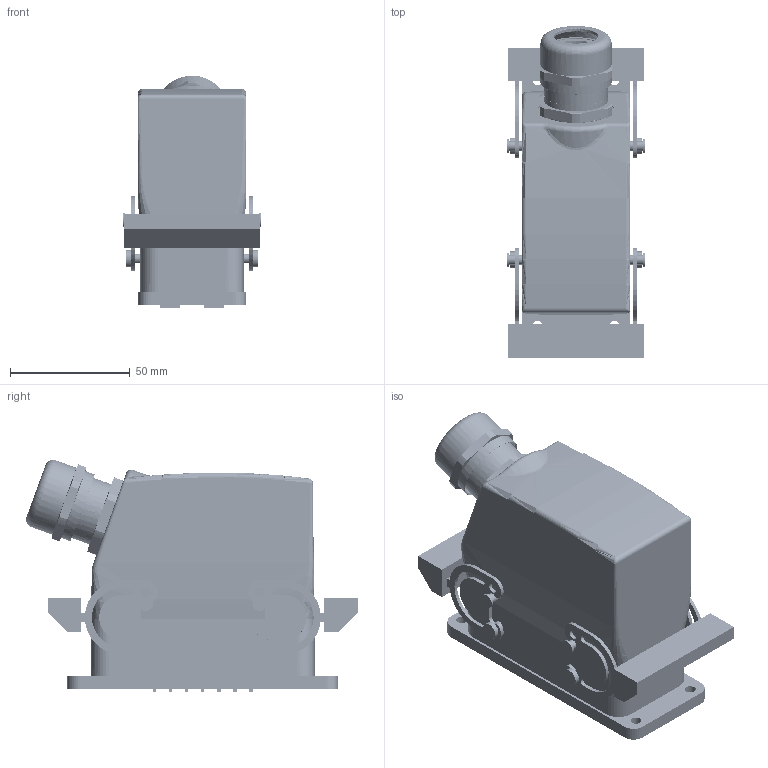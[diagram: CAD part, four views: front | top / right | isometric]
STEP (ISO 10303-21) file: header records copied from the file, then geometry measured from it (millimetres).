
FILE_DESCRIPTION(('CATIA V5 STEP Exchange','CAx-IF Rec.Pracs.--- Model Styling and Organization---1.4--- 2014-01-23'),'2;1');
FILE_NAME ('003841-1_3', '2021-12-08T14:10:19+00:00', ('none'), ('Weidmueller'), 'CATIA Version 5-6 Release 2016 SP3 HF44', 'CATIA V5 STEP AP214', 'none');
FILE_SCHEMA(('AUTOMOTIVE_DESIGN { 1 0 10303 214 1 1 1 1 }'));
Length unit declared in the file: millimetre
Products named in the file (1): 1027640000
Bounding box: 58 x 138.53 x 97.08 mm (x, y, z)
Volume: 206892.2 mm3; surface area: 176934.7 mm2
Topology: 7 solids, 8 shells, 10218 faces, 30095 edges, 19788 vertices
Faces by surface type: plane 6425, cylinder 2480, cone 688, torus 367, bspline 134, sphere 96, extrusion 20, revolution 8
Entity records: 343254 total; most frequent: CARTESIAN_POINT 91154, ORIENTED_EDGE 59898, DIRECTION 39921, EDGE_CURVE 29949, VECTOR 21070, LINE 21050, VERTEX_POINT 19788, AXIS2_PLACEMENT_3D 12170
